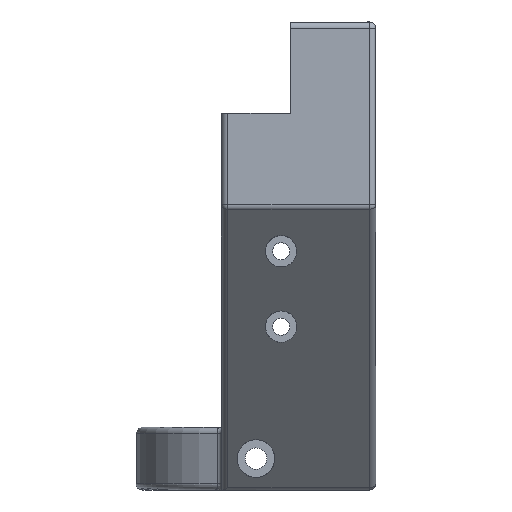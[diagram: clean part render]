
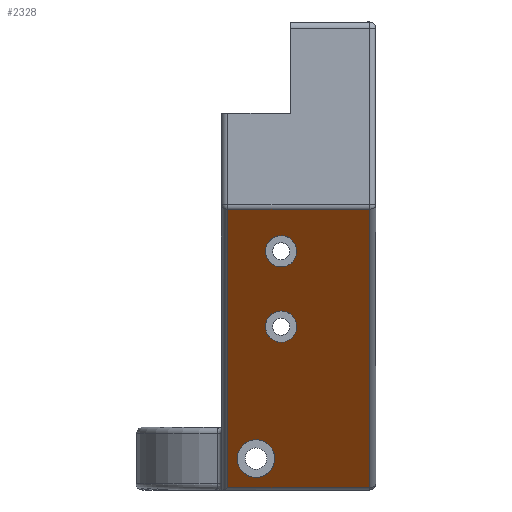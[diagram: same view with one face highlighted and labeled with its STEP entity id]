
A CAD part, front view. The second image highlights one B-rep face of the part: STEP entity #2328.
In plain terms, the highlighted face is planar.
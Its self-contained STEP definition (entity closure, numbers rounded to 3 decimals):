
#50=ELLIPSE('',#2594,3.347,2.5);
#51=ELLIPSE('',#2595,3.347,2.5);
#52=ELLIPSE('',#2596,4.016,3.);
#151=FACE_BOUND('',#760,.T.);
#152=FACE_BOUND('',#761,.T.);
#153=FACE_BOUND('',#762,.T.);
#269=LINE('',#4182,#426);
#270=LINE('',#4184,#427);
#271=LINE('',#4186,#428);
#272=LINE('',#4187,#429);
#426=VECTOR('',#3186,10.);
#427=VECTOR('',#3187,10.);
#428=VECTOR('',#3188,10.);
#429=VECTOR('',#3189,10.);
#500=PLANE('',#2593);
#596=FACE_OUTER_BOUND('',#759,.T.);
#759=EDGE_LOOP('',(#1942,#1943,#1944,#1945));
#760=EDGE_LOOP('',(#1946));
#761=EDGE_LOOP('',(#1947));
#762=EDGE_LOOP('',(#1948));
#1167=VERTEX_POINT('',#4180);
#1168=VERTEX_POINT('',#4181);
#1169=VERTEX_POINT('',#4183);
#1170=VERTEX_POINT('',#4185);
#1171=VERTEX_POINT('',#4188);
#1172=VERTEX_POINT('',#4190);
#1173=VERTEX_POINT('',#4192);
#1443=EDGE_CURVE('',#1167,#1168,#269,.T.);
#1444=EDGE_CURVE('',#1169,#1167,#270,.T.);
#1445=EDGE_CURVE('',#1170,#1169,#271,.T.);
#1446=EDGE_CURVE('',#1168,#1170,#272,.T.);
#1447=EDGE_CURVE('',#1171,#1171,#50,.T.);
#1448=EDGE_CURVE('',#1172,#1172,#51,.T.);
#1449=EDGE_CURVE('',#1173,#1173,#52,.T.);
#1942=ORIENTED_EDGE('',*,*,#1443,.F.);
#1943=ORIENTED_EDGE('',*,*,#1444,.F.);
#1944=ORIENTED_EDGE('',*,*,#1445,.F.);
#1945=ORIENTED_EDGE('',*,*,#1446,.F.);
#1946=ORIENTED_EDGE('',*,*,#1447,.F.);
#1947=ORIENTED_EDGE('',*,*,#1448,.F.);
#1948=ORIENTED_EDGE('',*,*,#1449,.T.);
#2328=ADVANCED_FACE('',(#596,#151,#152,#153),#500,.F.);
#2593=AXIS2_PLACEMENT_3D('',#4179,#3184,#3185);
#2594=AXIS2_PLACEMENT_3D('',#4189,#3190,#3191);
#2595=AXIS2_PLACEMENT_3D('',#4191,#3192,#3193);
#2596=AXIS2_PLACEMENT_3D('',#4193,#3194,#3195);
#3184=DIRECTION('center_axis',(0.747,-0.665,0.));
#3185=DIRECTION('ref_axis',(0.665,0.747,0.));
#3186=DIRECTION('',(-0.665,-0.747,0.));
#3187=DIRECTION('',(0.,0.,1.));
#3188=DIRECTION('',(0.665,0.747,0.));
#3189=DIRECTION('',(0.,0.,-1.));
#3190=DIRECTION('center_axis',(-0.747,0.665,0.));
#3191=DIRECTION('ref_axis',(0.665,0.747,0.));
#3192=DIRECTION('center_axis',(-0.747,0.665,0.));
#3193=DIRECTION('ref_axis',(0.665,0.747,0.));
#3194=DIRECTION('center_axis',(0.747,-0.665,0.));
#3195=DIRECTION('ref_axis',(0.665,0.747,0.));
#4179=CARTESIAN_POINT('Origin',(-59.5,23.,-19.1));
#4180=CARTESIAN_POINT('',(-19.748,67.665,4.5));
#4181=CARTESIAN_POINT('',(-59.247,23.284,4.5));
#4182=CARTESIAN_POINT('',(-50.797,32.778,4.5));
#4183=CARTESIAN_POINT('',(-19.748,67.665,-18.1));
#4184=CARTESIAN_POINT('',(-19.748,67.665,-9.55));
#4185=CARTESIAN_POINT('',(-59.247,23.284,-18.1));
#4186=CARTESIAN_POINT('',(-36.418,48.935,-18.1));
#4187=CARTESIAN_POINT('',(-59.247,23.284,-19.1));
#4188=CARTESIAN_POINT('',(-44.815,39.5,-4.));
#4189=CARTESIAN_POINT('Origin',(-42.59,42.,-4.));
#4190=CARTESIAN_POINT('',(-55.495,27.5,-4.));
#4191=CARTESIAN_POINT('Origin',(-53.27,30.,-4.));
#4192=CARTESIAN_POINT('',(-23.9,63.,-3.));
#4193=CARTESIAN_POINT('Origin',(-23.9,63.,0.));
